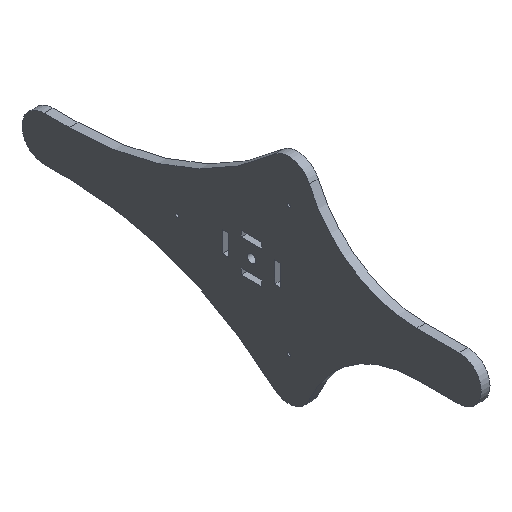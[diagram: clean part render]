
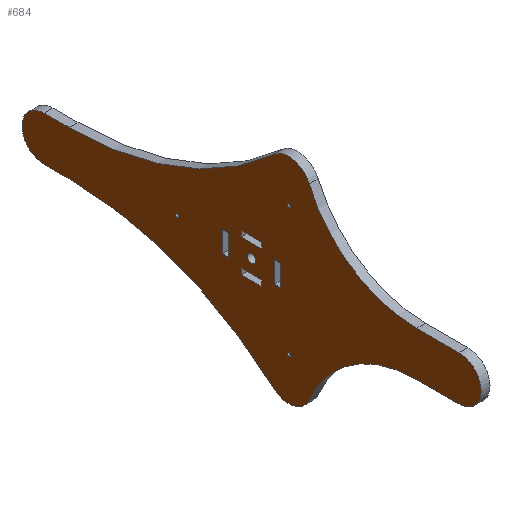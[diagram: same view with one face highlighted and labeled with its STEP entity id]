
A CAD part, isometric view. The second image highlights one B-rep face of the part: STEP entity #684.
In plain terms, the highlighted planar face has unit normal (-1, 0, 0).
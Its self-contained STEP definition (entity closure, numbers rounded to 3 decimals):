
#15=LINE('',#956,#83);
#19=LINE('',#964,#87);
#22=LINE('',#970,#90);
#25=LINE('',#975,#93);
#27=LINE('',#980,#95);
#31=LINE('',#988,#99);
#34=LINE('',#994,#102);
#37=LINE('',#999,#105);
#39=LINE('',#1004,#107);
#43=LINE('',#1012,#111);
#46=LINE('',#1018,#114);
#49=LINE('',#1023,#117);
#51=LINE('',#1028,#119);
#55=LINE('',#1036,#123);
#58=LINE('',#1042,#126);
#61=LINE('',#1047,#129);
#64=LINE('',#1059,#132);
#70=LINE('',#1071,#138);
#72=LINE('',#1077,#140);
#78=LINE('',#1089,#146);
#83=VECTOR('',#773,7.1);
#87=VECTOR('',#779,2.1);
#90=VECTOR('',#784,7.1);
#93=VECTOR('',#789,2.1);
#95=VECTOR('',#793,7.1);
#99=VECTOR('',#799,2.1);
#102=VECTOR('',#804,7.1);
#105=VECTOR('',#809,2.1);
#107=VECTOR('',#813,2.);
#111=VECTOR('',#819,7.);
#114=VECTOR('',#824,2.);
#117=VECTOR('',#829,7.);
#119=VECTOR('',#833,2.);
#123=VECTOR('',#839,7.);
#126=VECTOR('',#844,2.);
#129=VECTOR('',#849,7.);
#132=VECTOR('',#860,14.257);
#138=VECTOR('',#868,8.413);
#140=VECTOR('',#872,8.413);
#146=VECTOR('',#880,14.257);
#172=PLANE('',#738);
#185=FACE_BOUND('',#267,.T.);
#186=FACE_BOUND('',#268,.T.);
#187=FACE_BOUND('',#269,.T.);
#188=FACE_BOUND('',#270,.T.);
#189=FACE_BOUND('',#271,.T.);
#190=FACE_BOUND('',#272,.T.);
#191=FACE_BOUND('',#273,.T.);
#192=FACE_BOUND('',#274,.T.);
#220=FACE_OUTER_BOUND('',#266,.T.);
#266=EDGE_LOOP('',(#589,#590,#591,#592,#593,#594,#595,#596,#597,#598,#599,
#600));
#267=EDGE_LOOP('',(#601));
#268=EDGE_LOOP('',(#602));
#269=EDGE_LOOP('',(#603));
#270=EDGE_LOOP('',(#604,#605,#606,#607));
#271=EDGE_LOOP('',(#608,#609,#610,#611));
#272=EDGE_LOOP('',(#612,#613,#614,#615));
#273=EDGE_LOOP('',(#616,#617,#618,#619));
#274=EDGE_LOOP('',(#620));
#281=CIRCLE('',#694,0.5);
#283=CIRCLE('',#697,0.5);
#285=CIRCLE('',#700,0.5);
#288=CIRCLE('',#720,1.425);
#289=CIRCLE('',#726,7.5);
#291=CIRCLE('',#729,7.5);
#299=CIRCLE('',#739,39.368);
#300=CIRCLE('',#740,7.5);
#301=CIRCLE('',#741,102.791);
#302=CIRCLE('',#742,102.791);
#303=CIRCLE('',#743,7.5);
#304=CIRCLE('',#744,39.368);
#305=VERTEX_POINT('',#939);
#307=VERTEX_POINT('',#944);
#309=VERTEX_POINT('',#949);
#311=VERTEX_POINT('',#954);
#312=VERTEX_POINT('',#955);
#315=VERTEX_POINT('',#963);
#317=VERTEX_POINT('',#969);
#319=VERTEX_POINT('',#978);
#320=VERTEX_POINT('',#979);
#323=VERTEX_POINT('',#987);
#325=VERTEX_POINT('',#993);
#327=VERTEX_POINT('',#1002);
#328=VERTEX_POINT('',#1003);
#331=VERTEX_POINT('',#1011);
#333=VERTEX_POINT('',#1017);
#335=VERTEX_POINT('',#1026);
#336=VERTEX_POINT('',#1027);
#339=VERTEX_POINT('',#1035);
#341=VERTEX_POINT('',#1041);
#344=VERTEX_POINT('',#1052);
#345=VERTEX_POINT('',#1055);
#347=VERTEX_POINT('',#1058);
#349=VERTEX_POINT('',#1064);
#352=VERTEX_POINT('',#1069);
#353=VERTEX_POINT('',#1073);
#355=VERTEX_POINT('',#1076);
#357=VERTEX_POINT('',#1082);
#360=VERTEX_POINT('',#1087);
#365=VERTEX_POINT('',#1108);
#366=VERTEX_POINT('',#1110);
#367=VERTEX_POINT('',#1113);
#368=VERTEX_POINT('',#1115);
#369=EDGE_CURVE('',#305,#305,#281,.T.);
#371=EDGE_CURVE('',#307,#307,#283,.T.);
#373=EDGE_CURVE('',#309,#309,#285,.T.);
#375=EDGE_CURVE('',#311,#312,#15,.T.);
#379=EDGE_CURVE('',#315,#311,#19,.T.);
#382=EDGE_CURVE('',#317,#315,#22,.T.);
#385=EDGE_CURVE('',#312,#317,#25,.T.);
#387=EDGE_CURVE('',#319,#320,#27,.T.);
#391=EDGE_CURVE('',#323,#319,#31,.T.);
#394=EDGE_CURVE('',#325,#323,#34,.T.);
#397=EDGE_CURVE('',#320,#325,#37,.T.);
#399=EDGE_CURVE('',#327,#328,#39,.T.);
#403=EDGE_CURVE('',#331,#327,#43,.T.);
#406=EDGE_CURVE('',#333,#331,#46,.T.);
#409=EDGE_CURVE('',#328,#333,#49,.T.);
#411=EDGE_CURVE('',#335,#336,#51,.T.);
#415=EDGE_CURVE('',#339,#335,#55,.T.);
#418=EDGE_CURVE('',#341,#339,#58,.T.);
#421=EDGE_CURVE('',#336,#341,#61,.T.);
#424=EDGE_CURVE('',#344,#344,#288,.T.);
#426=EDGE_CURVE('',#345,#347,#64,.T.);
#432=EDGE_CURVE('',#352,#349,#70,.T.);
#434=EDGE_CURVE('',#353,#355,#72,.T.);
#440=EDGE_CURVE('',#360,#357,#78,.T.);
#441=EDGE_CURVE('',#355,#352,#289,.T.);
#443=EDGE_CURVE('',#347,#360,#291,.T.);
#451=EDGE_CURVE('',#365,#345,#299,.T.);
#452=EDGE_CURVE('',#366,#365,#300,.T.);
#453=EDGE_CURVE('',#349,#366,#301,.T.);
#454=EDGE_CURVE('',#367,#353,#302,.T.);
#455=EDGE_CURVE('',#368,#367,#303,.T.);
#456=EDGE_CURVE('',#357,#368,#304,.T.);
#589=ORIENTED_EDGE('',*,*,#443,.F.);
#590=ORIENTED_EDGE('',*,*,#426,.F.);
#591=ORIENTED_EDGE('',*,*,#451,.F.);
#592=ORIENTED_EDGE('',*,*,#452,.F.);
#593=ORIENTED_EDGE('',*,*,#453,.F.);
#594=ORIENTED_EDGE('',*,*,#432,.F.);
#595=ORIENTED_EDGE('',*,*,#441,.F.);
#596=ORIENTED_EDGE('',*,*,#434,.F.);
#597=ORIENTED_EDGE('',*,*,#454,.F.);
#598=ORIENTED_EDGE('',*,*,#455,.F.);
#599=ORIENTED_EDGE('',*,*,#456,.F.);
#600=ORIENTED_EDGE('',*,*,#440,.F.);
#601=ORIENTED_EDGE('',*,*,#369,.T.);
#602=ORIENTED_EDGE('',*,*,#371,.T.);
#603=ORIENTED_EDGE('',*,*,#373,.T.);
#604=ORIENTED_EDGE('',*,*,#375,.T.);
#605=ORIENTED_EDGE('',*,*,#385,.T.);
#606=ORIENTED_EDGE('',*,*,#382,.T.);
#607=ORIENTED_EDGE('',*,*,#379,.T.);
#608=ORIENTED_EDGE('',*,*,#387,.T.);
#609=ORIENTED_EDGE('',*,*,#397,.T.);
#610=ORIENTED_EDGE('',*,*,#394,.T.);
#611=ORIENTED_EDGE('',*,*,#391,.T.);
#612=ORIENTED_EDGE('',*,*,#399,.T.);
#613=ORIENTED_EDGE('',*,*,#409,.T.);
#614=ORIENTED_EDGE('',*,*,#406,.T.);
#615=ORIENTED_EDGE('',*,*,#403,.T.);
#616=ORIENTED_EDGE('',*,*,#411,.T.);
#617=ORIENTED_EDGE('',*,*,#421,.T.);
#618=ORIENTED_EDGE('',*,*,#418,.T.);
#619=ORIENTED_EDGE('',*,*,#415,.T.);
#620=ORIENTED_EDGE('',*,*,#424,.T.);
#684=ADVANCED_FACE('',(#220,#185,#186,#187,#188,#189,#190,#191,#192),#172,
 .F.);
#694=AXIS2_PLACEMENT_3D('',#940,#755,#756);
#697=AXIS2_PLACEMENT_3D('',#945,#761,#762);
#700=AXIS2_PLACEMENT_3D('',#950,#767,#768);
#720=AXIS2_PLACEMENT_3D('',#1053,#855,#856);
#726=AXIS2_PLACEMENT_3D('',#1091,#883,#884);
#729=AXIS2_PLACEMENT_3D('',#1094,#889,#890);
#738=AXIS2_PLACEMENT_3D('',#1107,#907,#908);
#739=AXIS2_PLACEMENT_3D('',#1109,#909,#910);
#740=AXIS2_PLACEMENT_3D('',#1111,#911,#912);
#741=AXIS2_PLACEMENT_3D('',#1112,#913,#914);
#742=AXIS2_PLACEMENT_3D('',#1114,#915,#916);
#743=AXIS2_PLACEMENT_3D('',#1116,#917,#918);
#744=AXIS2_PLACEMENT_3D('',#1117,#919,#920);
#755=DIRECTION('center_axis',(1.,0.,0.));
#756=DIRECTION('ref_axis',(0.,0.,-1.));
#761=DIRECTION('center_axis',(1.,0.,0.));
#762=DIRECTION('ref_axis',(0.,0.,-1.));
#767=DIRECTION('center_axis',(1.,0.,0.));
#768=DIRECTION('ref_axis',(0.,0.,-1.));
#773=DIRECTION('',(0.,0.,1.));
#779=DIRECTION('',(0.,1.,0.));
#784=DIRECTION('',(0.,0.,-1.));
#789=DIRECTION('',(0.,-1.,0.));
#793=DIRECTION('',(0.,0.,1.));
#799=DIRECTION('',(0.,1.,0.));
#804=DIRECTION('',(0.,0.,-1.));
#809=DIRECTION('',(0.,-1.,0.));
#813=DIRECTION('',(0.,0.,-1.));
#819=DIRECTION('',(0.,-1.,0.));
#824=DIRECTION('',(0.,0.,1.));
#829=DIRECTION('',(0.,1.,0.));
#833=DIRECTION('',(0.,0.,1.));
#839=DIRECTION('',(0.,1.,0.));
#844=DIRECTION('',(0.,0.,-1.));
#849=DIRECTION('',(0.,-1.,0.));
#855=DIRECTION('center_axis',(1.,0.,0.));
#856=DIRECTION('ref_axis',(0.,-1.,0.));
#860=DIRECTION('',(0.,-1.,0.));
#868=DIRECTION('',(0.,-1.,0.));
#872=DIRECTION('',(0.,1.,0.));
#880=DIRECTION('',(0.,1.,0.));
#883=DIRECTION('center_axis',(1.,0.,0.));
#884=DIRECTION('ref_axis',(0.,1.,0.));
#889=DIRECTION('center_axis',(1.,0.,0.));
#890=DIRECTION('ref_axis',(0.,1.,0.));
#907=DIRECTION('center_axis',(1.,0.,0.));
#908=DIRECTION('ref_axis',(0.,0.,-1.));
#909=DIRECTION('center_axis',(-1.,0.,0.));
#910=DIRECTION('ref_axis',(0.,0.,1.));
#911=DIRECTION('center_axis',(1.,0.,0.));
#912=DIRECTION('ref_axis',(0.,1.,0.));
#913=DIRECTION('center_axis',(-1.,0.,0.));
#914=DIRECTION('ref_axis',(0.,0.672,0.74));
#915=DIRECTION('center_axis',(-1.,0.,0.));
#916=DIRECTION('ref_axis',(0.,0.,-1.));
#917=DIRECTION('center_axis',(1.,0.,0.));
#918=DIRECTION('ref_axis',(0.,1.,0.));
#919=DIRECTION('center_axis',(-1.,0.,0.));
#920=DIRECTION('ref_axis',(0.,-0.921,-0.389));
#939=CARTESIAN_POINT('',(0.,-12.563,22.259));
#940=CARTESIAN_POINT('Origin',(0.,-12.563,21.759));
#944=CARTESIAN_POINT('',(0.,25.125,0.5));
#945=CARTESIAN_POINT('Origin',(0.,25.125,0.));
#949=CARTESIAN_POINT('',(0.,-12.563,-21.259));
#950=CARTESIAN_POINT('Origin',(0.,-12.563,-21.759));
#954=CARTESIAN_POINT('',(0.,-7.812,-3.55));
#955=CARTESIAN_POINT('',(0.,-7.812,3.55));
#956=CARTESIAN_POINT('',(0.,-7.812,-1.775));
#963=CARTESIAN_POINT('',(0.,-9.912,-3.55));
#964=CARTESIAN_POINT('',(0.,-39.956,-3.55));
#969=CARTESIAN_POINT('',(0.,-9.912,3.55));
#970=CARTESIAN_POINT('',(0.,-9.912,1.775));
#975=CARTESIAN_POINT('',(0.,-38.906,3.55));
#978=CARTESIAN_POINT('',(0.,9.912,-3.55));
#979=CARTESIAN_POINT('',(0.,9.912,3.55));
#980=CARTESIAN_POINT('',(0.,9.912,-1.775));
#987=CARTESIAN_POINT('',(0.,7.812,-3.55));
#988=CARTESIAN_POINT('',(0.,-31.094,-3.55));
#993=CARTESIAN_POINT('',(0.,7.812,3.55));
#994=CARTESIAN_POINT('',(0.,7.812,1.775));
#999=CARTESIAN_POINT('',(0.,-30.044,3.55));
#1002=CARTESIAN_POINT('',(0.,-3.5,-4.5));
#1003=CARTESIAN_POINT('',(0.,-3.5,-6.5));
#1004=CARTESIAN_POINT('',(0.,-3.5,-2.25));
#1011=CARTESIAN_POINT('',(0.,3.5,-4.5));
#1012=CARTESIAN_POINT('',(0.,-33.25,-4.5));
#1017=CARTESIAN_POINT('',(0.,3.5,-6.5));
#1018=CARTESIAN_POINT('',(0.,3.5,-3.25));
#1023=CARTESIAN_POINT('',(0.,-36.75,-6.5));
#1026=CARTESIAN_POINT('',(0.,3.5,4.5));
#1027=CARTESIAN_POINT('',(0.,3.5,6.5));
#1028=CARTESIAN_POINT('',(0.,3.5,2.25));
#1035=CARTESIAN_POINT('',(0.,-3.5,4.5));
#1036=CARTESIAN_POINT('',(0.,-36.75,4.5));
#1041=CARTESIAN_POINT('',(0.,-3.5,6.5));
#1042=CARTESIAN_POINT('',(0.,-3.5,3.25));
#1047=CARTESIAN_POINT('',(0.,-33.25,6.5));
#1052=CARTESIAN_POINT('',(0.,1.425,0.));
#1053=CARTESIAN_POINT('Origin',(0.,0.,0.));
#1055=CARTESIAN_POINT('',(0.,-55.743,7.5));
#1058=CARTESIAN_POINT('',(0.,-70.,7.5));
#1059=CARTESIAN_POINT('',(0.,-20.063,7.5));
#1064=CARTESIAN_POINT('',(0.,61.587,7.5));
#1069=CARTESIAN_POINT('',(0.,70.,7.5));
#1071=CARTESIAN_POINT('',(0.,70.,7.5));
#1073=CARTESIAN_POINT('',(0.,61.587,-7.5));
#1076=CARTESIAN_POINT('',(0.,70.,-7.5));
#1077=CARTESIAN_POINT('',(0.,-5.062,-7.5));
#1082=CARTESIAN_POINT('',(0.,-55.743,-7.5));
#1087=CARTESIAN_POINT('',(0.,-70.,-7.5));
#1089=CARTESIAN_POINT('',(0.,-70.,-7.5));
#1091=CARTESIAN_POINT('Origin',(0.,70.,0.));
#1094=CARTESIAN_POINT('Origin',(0.,-70.,0.));
#1107=CARTESIAN_POINT('Origin',(0.,-70.,0.));
#1108=CARTESIAN_POINT('',(0.,-19.472,31.562));
#1109=CARTESIAN_POINT('Origin',(0.,-55.743,46.868));
#1110=CARTESIAN_POINT('',(0.,-7.52,34.198));
#1111=CARTESIAN_POINT('Origin',(0.,-12.563,28.646));
#1112=CARTESIAN_POINT('Origin',(0.,61.587,110.291));
#1113=CARTESIAN_POINT('',(0.,-7.52,-34.198));
#1114=CARTESIAN_POINT('Origin',(0.,61.587,-110.291));
#1115=CARTESIAN_POINT('',(0.,-19.472,-31.562));
#1116=CARTESIAN_POINT('Origin',(0.,-12.563,-28.646));
#1117=CARTESIAN_POINT('Origin',(0.,-55.743,-46.868));
